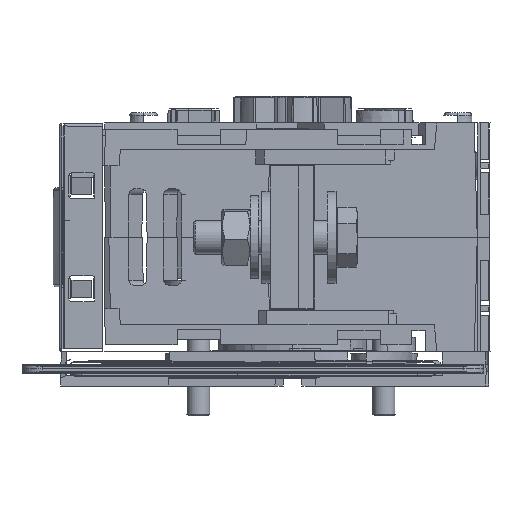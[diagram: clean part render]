
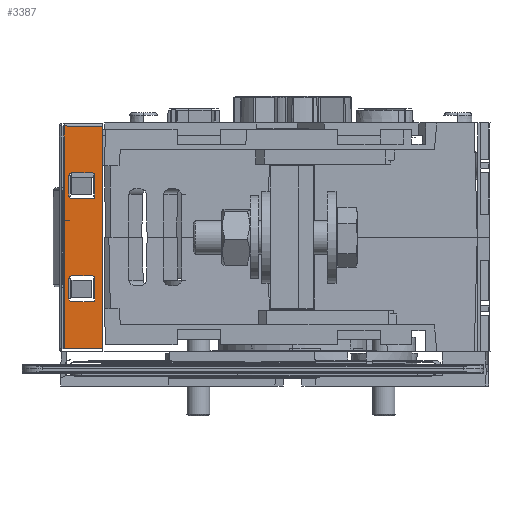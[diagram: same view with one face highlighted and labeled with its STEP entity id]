
A CAD part, left-side view. The second image highlights one B-rep face of the part: STEP entity #3387.
In plain terms, the highlighted planar face has unit normal (-1, 0, 0).
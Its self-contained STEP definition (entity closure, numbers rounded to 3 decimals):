
#915=ELLIPSE('',#28252,1.001,1.);
#916=ELLIPSE('',#28253,1.001,1.);
#917=ELLIPSE('',#28254,1.001,1.);
#918=ELLIPSE('',#28255,1.001,1.);
#919=ELLIPSE('',#28256,1.001,1.);
#920=ELLIPSE('',#28257,1.001,1.);
#921=ELLIPSE('',#28258,1.001,1.);
#922=ELLIPSE('',#28259,1.001,1.);
#3387=ADVANCED_FACE('',(#5550,#5551,#5552),#4135,.T.);
#4135=PLANE('',#28260);
#5550=FACE_BOUND('',#6156,.T.);
#5551=FACE_BOUND('',#6157,.T.);
#5552=FACE_BOUND('',#6158,.T.);
#6156=EDGE_LOOP('',(#9019,#9020,#9021,#9022,#9023,#9024,#9025,#9026));
#6157=EDGE_LOOP('',(#9027,#9028,#9029,#9030,#9031,#9032,#9033,#9034));
#6158=EDGE_LOOP('',(#9035,#9036,#9037,#9038));
#9019=ORIENTED_EDGE('',*,*,#18649,.T.);
#9020=ORIENTED_EDGE('',*,*,#18650,.T.);
#9021=ORIENTED_EDGE('',*,*,#18651,.T.);
#9022=ORIENTED_EDGE('',*,*,#18652,.T.);
#9023=ORIENTED_EDGE('',*,*,#18653,.T.);
#9024=ORIENTED_EDGE('',*,*,#18654,.T.);
#9025=ORIENTED_EDGE('',*,*,#18655,.T.);
#9026=ORIENTED_EDGE('',*,*,#18601,.T.);
#9027=ORIENTED_EDGE('',*,*,#18656,.T.);
#9028=ORIENTED_EDGE('',*,*,#18657,.T.);
#9029=ORIENTED_EDGE('',*,*,#18658,.T.);
#9030=ORIENTED_EDGE('',*,*,#18659,.T.);
#9031=ORIENTED_EDGE('',*,*,#18660,.T.);
#9032=ORIENTED_EDGE('',*,*,#18661,.T.);
#9033=ORIENTED_EDGE('',*,*,#18662,.T.);
#9034=ORIENTED_EDGE('',*,*,#18663,.T.);
#9035=ORIENTED_EDGE('',*,*,#18664,.F.);
#9036=ORIENTED_EDGE('',*,*,#18665,.T.);
#9037=ORIENTED_EDGE('',*,*,#18666,.T.);
#9038=ORIENTED_EDGE('',*,*,#18667,.T.);
#14445=VERTEX_POINT('',#42123);
#14448=VERTEX_POINT('',#42128);
#14488=VERTEX_POINT('',#42228);
#14489=VERTEX_POINT('',#42230);
#14490=VERTEX_POINT('',#42232);
#14491=VERTEX_POINT('',#42234);
#14492=VERTEX_POINT('',#42236);
#14493=VERTEX_POINT('',#42238);
#14494=VERTEX_POINT('',#42241);
#14495=VERTEX_POINT('',#42242);
#14496=VERTEX_POINT('',#42244);
#14497=VERTEX_POINT('',#42246);
#14498=VERTEX_POINT('',#42248);
#14499=VERTEX_POINT('',#42250);
#14500=VERTEX_POINT('',#42252);
#14501=VERTEX_POINT('',#42254);
#14502=VERTEX_POINT('',#42257);
#14503=VERTEX_POINT('',#42258);
#14504=VERTEX_POINT('',#42260);
#14505=VERTEX_POINT('',#42262);
#18601=EDGE_CURVE('',#14445,#14448,#22650,.T.);
#18649=EDGE_CURVE('',#14448,#14488,#915,.T.);
#18650=EDGE_CURVE('',#14488,#14489,#22673,.T.);
#18651=EDGE_CURVE('',#14489,#14490,#916,.T.);
#18652=EDGE_CURVE('',#14490,#14491,#22674,.T.);
#18653=EDGE_CURVE('',#14491,#14492,#917,.T.);
#18654=EDGE_CURVE('',#14492,#14493,#22675,.T.);
#18655=EDGE_CURVE('',#14493,#14445,#918,.T.);
#18656=EDGE_CURVE('',#14494,#14495,#919,.T.);
#18657=EDGE_CURVE('',#14495,#14496,#22676,.T.);
#18658=EDGE_CURVE('',#14496,#14497,#920,.T.);
#18659=EDGE_CURVE('',#14497,#14498,#22677,.T.);
#18660=EDGE_CURVE('',#14498,#14499,#921,.T.);
#18661=EDGE_CURVE('',#14499,#14500,#22678,.T.);
#18662=EDGE_CURVE('',#14500,#14501,#922,.T.);
#18663=EDGE_CURVE('',#14501,#14494,#22679,.T.);
#18664=EDGE_CURVE('',#14502,#14503,#22680,.T.);
#18665=EDGE_CURVE('',#14502,#14504,#22681,.T.);
#18666=EDGE_CURVE('',#14504,#14505,#22682,.T.);
#18667=EDGE_CURVE('',#14505,#14503,#22683,.T.);
#22650=LINE('',#42129,#25482);
#22673=LINE('',#42229,#25505);
#22674=LINE('',#42233,#25506);
#22675=LINE('',#42237,#25507);
#22676=LINE('',#42243,#25508);
#22677=LINE('',#42247,#25509);
#22678=LINE('',#42251,#25510);
#22679=LINE('',#42255,#25511);
#22680=LINE('',#42256,#25512);
#22681=LINE('',#42259,#25513);
#22682=LINE('',#42261,#25514);
#22683=LINE('',#42263,#25515);
#25482=VECTOR('',#32425,1.);
#25505=VECTOR('',#32522,1.);
#25506=VECTOR('',#32525,1.);
#25507=VECTOR('',#32528,1.);
#25508=VECTOR('',#32533,1.);
#25509=VECTOR('',#32536,1.);
#25510=VECTOR('',#32539,1.);
#25511=VECTOR('',#32542,1.);
#25512=VECTOR('',#32543,1.);
#25513=VECTOR('',#32544,1.);
#25514=VECTOR('',#32545,1.);
#25515=VECTOR('',#32546,1.);
#28252=AXIS2_PLACEMENT_3D('',#42227,#32520,#32521);
#28253=AXIS2_PLACEMENT_3D('',#42231,#32523,#32524);
#28254=AXIS2_PLACEMENT_3D('',#42235,#32526,#32527);
#28255=AXIS2_PLACEMENT_3D('',#42239,#32529,#32530);
#28256=AXIS2_PLACEMENT_3D('',#42240,#32531,#32532);
#28257=AXIS2_PLACEMENT_3D('',#42245,#32534,#32535);
#28258=AXIS2_PLACEMENT_3D('',#42249,#32537,#32538);
#28259=AXIS2_PLACEMENT_3D('',#42253,#32540,#32541);
#28260=AXIS2_PLACEMENT_3D('',#42264,#32547,#32548);
#32425=DIRECTION('',(0.,0.,-1.));
#32520=DIRECTION('',(1.,0.,0.));
#32521=DIRECTION('',(0.,0.659,0.753));
#32522=DIRECTION('',(0.,1.,0.));
#32523=DIRECTION('',(1.,0.,0.));
#32524=DIRECTION('',(0.,0.747,-0.664));
#32525=DIRECTION('',(0.,0.,1.));
#32526=DIRECTION('',(1.,0.,0.));
#32527=DIRECTION('',(0.,-0.747,-0.664));
#32528=DIRECTION('',(0.,-1.,0.));
#32529=DIRECTION('',(1.,0.,0.));
#32530=DIRECTION('',(0.,-0.659,0.753));
#32531=DIRECTION('',(1.,0.,0.));
#32532=DIRECTION('',(0.,0.707,-0.707));
#32533=DIRECTION('',(0.,0.,1.));
#32534=DIRECTION('',(1.,0.,0.));
#32535=DIRECTION('',(0.,0.707,0.707));
#32536=DIRECTION('',(0.,-1.,0.));
#32537=DIRECTION('',(1.,0.,0.));
#32538=DIRECTION('',(0.,-0.707,0.707));
#32539=DIRECTION('',(0.,0.,-1.));
#32540=DIRECTION('',(1.,0.,0.));
#32541=DIRECTION('',(0.,-0.707,-0.707));
#32542=DIRECTION('',(0.,1.,0.));
#32543=DIRECTION('',(0.,0.,1.));
#32544=DIRECTION('',(0.,-1.,0.013));
#32545=DIRECTION('',(0.,0.,1.));
#32546=DIRECTION('',(0.,1.,0.013));
#32547=DIRECTION('',(-1.,0.,0.));
#32548=DIRECTION('',(0.,-1.,0.));
#42123=CARTESIAN_POINT('',(-102.5,81.998,54.049));
#42128=CARTESIAN_POINT('',(-102.5,81.998,46.951));
#42129=CARTESIAN_POINT('',(-102.5,81.998,15.));
#42227=CARTESIAN_POINT('',(-102.5,82.999,46.952));
#42228=CARTESIAN_POINT('',(-102.5,82.997,45.951));
#42229=CARTESIAN_POINT('',(-102.5,91.605,45.95));
#42230=CARTESIAN_POINT('',(-102.5,90.098,45.95));
#42231=CARTESIAN_POINT('',(-102.5,90.097,46.951));
#42232=CARTESIAN_POINT('',(-102.5,91.097,46.949));
#42233=CARTESIAN_POINT('',(-102.5,91.097,15.));
#42234=CARTESIAN_POINT('',(-102.5,91.097,54.051));
#42235=CARTESIAN_POINT('',(-102.5,90.097,54.049));
#42236=CARTESIAN_POINT('',(-102.5,90.098,55.05));
#42237=CARTESIAN_POINT('',(-102.5,91.594,55.05));
#42238=CARTESIAN_POINT('',(-102.5,82.997,55.049));
#42239=CARTESIAN_POINT('',(-102.5,82.999,54.048));
#42240=CARTESIAN_POINT('',(-102.5,90.091,10.951));
#42241=CARTESIAN_POINT('',(-102.5,90.092,9.95));
#42242=CARTESIAN_POINT('',(-102.5,91.091,10.949));
#42243=CARTESIAN_POINT('',(-102.5,91.091,15.));
#42244=CARTESIAN_POINT('',(-102.5,91.091,18.051));
#42245=CARTESIAN_POINT('',(-102.5,90.091,18.049));
#42246=CARTESIAN_POINT('',(-102.5,90.092,19.05));
#42247=CARTESIAN_POINT('',(-102.5,91.599,19.05));
#42248=CARTESIAN_POINT('',(-102.5,82.991,19.049));
#42249=CARTESIAN_POINT('',(-102.5,82.993,18.048));
#42250=CARTESIAN_POINT('',(-102.5,81.992,18.05));
#42251=CARTESIAN_POINT('',(-102.5,81.992,15.));
#42252=CARTESIAN_POINT('',(-102.5,81.992,10.95));
#42253=CARTESIAN_POINT('',(-102.5,82.993,10.952));
#42254=CARTESIAN_POINT('',(-102.5,82.991,9.951));
#42255=CARTESIAN_POINT('',(-102.5,91.599,9.95));
#42256=CARTESIAN_POINT('',(-102.5,92.811,15.));
#42257=CARTESIAN_POINT('',(-102.5,92.814,-6.45));
#42258=CARTESIAN_POINT('',(-102.5,92.814,71.45));
#42259=CARTESIAN_POINT('',(-102.5,91.319,-6.43));
#42260=CARTESIAN_POINT('',(-102.5,79.5,-6.275));
#42261=CARTESIAN_POINT('',(-102.5,79.5,16.75));
#42262=CARTESIAN_POINT('',(-102.5,79.5,71.275));
#42263=CARTESIAN_POINT('',(-102.5,90.861,71.424));
#42264=CARTESIAN_POINT('',(-102.5,91.6,15.));
